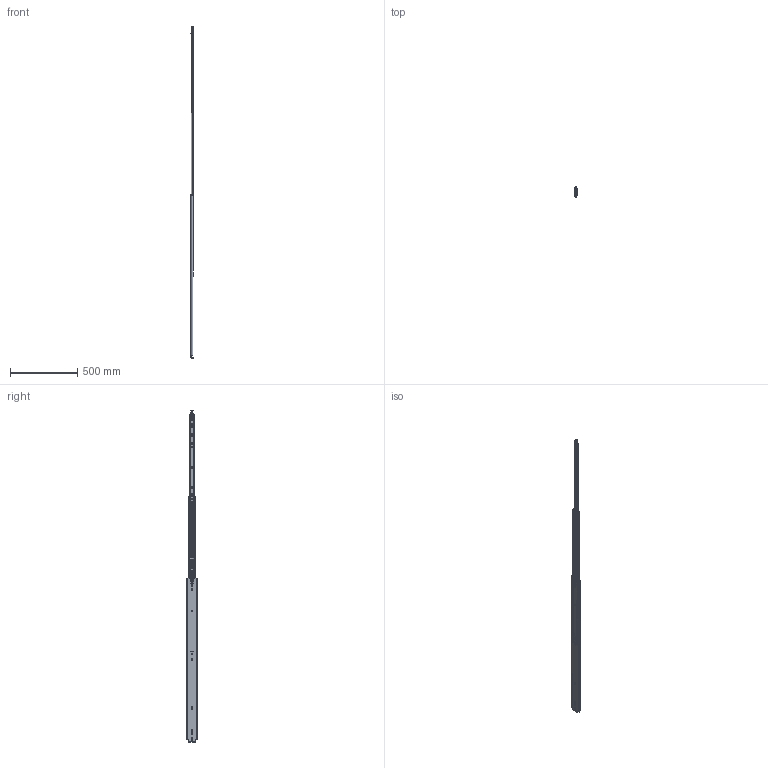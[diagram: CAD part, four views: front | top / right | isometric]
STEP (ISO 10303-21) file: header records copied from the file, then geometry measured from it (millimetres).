
FILE_DESCRIPTION (( 'STEP AP214' ), '1' );
FILE_NAME ('FR_5400_L.1219mm_48inch_open.STEP', '2022-10-17T13:56:31', ( '' ), ( '' ), 'SwSTEP 2.0', 'SolidWorks 2020', '' );
FILE_SCHEMA (( 'AUTOMOTIVE_DESIGN' ));
Length unit declared in the file: millimetre
Products named in the file (19): 5400 Stop; 5400 Connecting Rod_NL  48; 5400 Drawer Lock Latch; 5400 Rivet_Drawer Latch Rivet; 5400 Drawer Unlock; FR_5400_L.1219mm_48inch_open; 5400.XXX-02.T009_NL 48 Open; 5400.XXX-02.T009_NL 48; 5400.XXX-03.T009_NL 48 Open; 5400 Rivet_Middle Latch Rivet; 5400 Locking Handle Left; 5400 Rivet_Handle Rivet; 5400 Rivet_Actuator Rivet; 5400.XXX-01.T009_NL 48; 5400 Rivet Stop; 5400 Rod Actuator; 5400 Middle Latch; 5400.XXX-03.T009_NL 48
Assembly tree (18 placements, depth 3):
  FR_5400_L.1219mm_48inch_open
    5400.XXX-01.T009_NL 48
      5400.XXX-01.T009_NL 48
    5400.XXX-03.T009_NL 48 Open
      5400.XXX-03.T009_NL 48
      5400 Locking Handle Left
      5400 Rivet_Handle Rivet
      5400 Drawer Lock Latch
      5400 Rivet_Drawer Latch Rivet
      5400 Drawer Unlock
      5400 Connecting Rod_NL  48
      5400 Rod Actuator
      5400 Rivet_Actuator Rivet
    5400.XXX-02.T009_NL 48 Open
      5400.XXX-02.T009_NL 48
      5400 Stop
      5400 Middle Latch
      5400 Rivet_Middle Latch Rivet
      5400 Rivet Stop
Bounding box: 19.2 x 76.19 x 2470.37 mm (x, y, z)
Volume: 796652.8 mm3; surface area: 676755.2 mm2
Topology: 16 solids, 16 shells, 994 faces, 2646 edges, 1670 vertices
Faces by surface type: plane 501, cylinder 436, torus 24, bspline 22, sphere 9, cone 2
Entity records: 33412 total; most frequent: CARTESIAN_POINT 7442, DIRECTION 5385, ORIENTED_EDGE 5274, EDGE_CURVE 2637, AXIS2_PLACEMENT_3D 1887, VERTEX_POINT 1668, LINE 1611, VECTOR 1611
